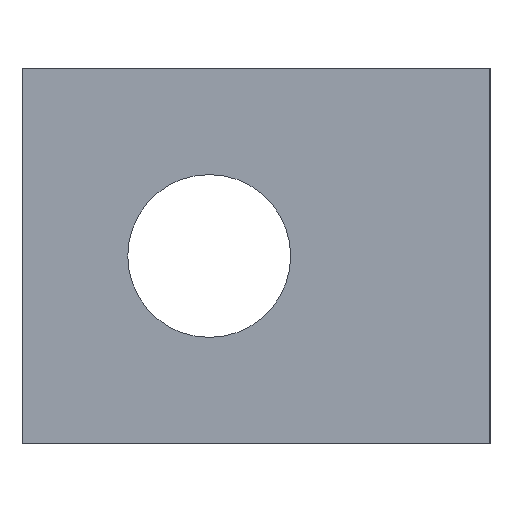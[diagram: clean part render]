
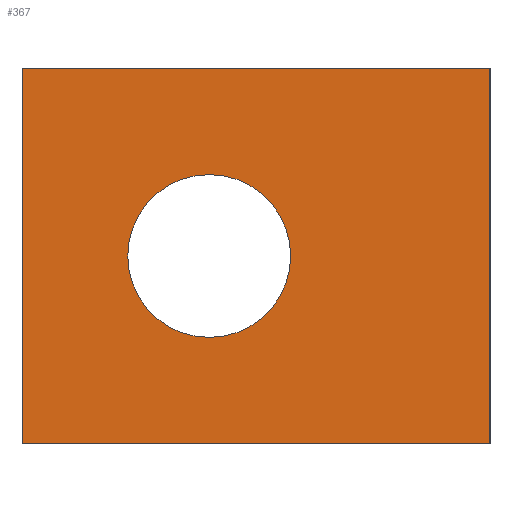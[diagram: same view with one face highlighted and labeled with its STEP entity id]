
A CAD part, left-side view. The second image highlights one B-rep face of the part: STEP entity #367.
In plain terms, the highlighted planar face has unit normal (-1, 0, 0).
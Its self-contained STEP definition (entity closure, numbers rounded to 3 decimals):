
#5 = LINE ( 'NONE', #439, #18 ) ;
#17 = VECTOR ( 'NONE', #175, 1000. ) ;
#18 = VECTOR ( 'NONE', #148, 1000. ) ;
#28 = DIRECTION ( 'NONE',  ( 0., -1., 0. ) ) ;
#29 = CARTESIAN_POINT ( 'NONE',  ( 0., 0., 0. ) ) ;
#35 = EDGE_CURVE ( 'NONE', #384, #275, #243, .T. ) ;
#39 = EDGE_CURVE ( 'NONE', #111, #362, #315, .T. ) ;
#44 = VECTOR ( 'NONE', #28, 1000. ) ;
#63 = CARTESIAN_POINT ( 'NONE',  ( 0., 25., 0. ) ) ;
#68 = EDGE_CURVE ( 'NONE', #459, #417, #96, .T. ) ;
#81 = CARTESIAN_POINT ( 'NONE',  ( 0., 15., -14.35 ) ) ;
#89 = AXIS2_PLACEMENT_3D ( 'NONE', #273, #240, #271 ) ;
#94 = CARTESIAN_POINT ( 'NONE',  ( 0., 15., -10. ) ) ;
#96 = CIRCLE ( 'NONE', #335, 4.35 ) ;
#100 = ORIENTED_EDGE ( 'NONE', *, *, #68, .T. ) ;
#109 = ORIENTED_EDGE ( 'NONE', *, *, #255, .T. ) ;
#111 = VERTEX_POINT ( 'NONE', #378 ) ;
#114 = CARTESIAN_POINT ( 'NONE',  ( 0., 0., 0. ) ) ;
#148 = DIRECTION ( 'NONE',  ( 0., -1., 0. ) ) ;
#149 = ORIENTED_EDGE ( 'NONE', *, *, #39, .T. ) ;
#175 = DIRECTION ( 'NONE',  ( 0., 0., -1. ) ) ;
#180 = ORIENTED_EDGE ( 'NONE', *, *, #35, .F. ) ;
#184 = CARTESIAN_POINT ( 'NONE',  ( 0., 25., -20. ) ) ;
#187 = DIRECTION ( 'NONE',  ( 1., 0., 0. ) ) ;
#189 = PLANE ( 'NONE',  #455 ) ;
#199 = EDGE_LOOP ( 'NONE', ( #100, #109 ) ) ;
#202 = CIRCLE ( 'NONE', #89, 4.35 ) ;
#205 = ORIENTED_EDGE ( 'NONE', *, *, #264, .F. ) ;
#227 = CARTESIAN_POINT ( 'NONE',  ( 0., 15., -5.65 ) ) ;
#240 = DIRECTION ( 'NONE',  ( 1., 0., 0. ) ) ;
#243 = LINE ( 'NONE', #29, #17 ) ;
#249 = FACE_OUTER_BOUND ( 'NONE', #448, .T. ) ;
#250 = ORIENTED_EDGE ( 'NONE', *, *, #405, .T. ) ;
#253 = FACE_BOUND ( 'NONE', #199, .T. ) ;
#255 = EDGE_CURVE ( 'NONE', #417, #459, #202, .T. ) ;
#264 = EDGE_CURVE ( 'NONE', #111, #384, #351, .T. ) ;
#271 = DIRECTION ( 'NONE',  ( 0., 0., -1. ) ) ;
#273 = CARTESIAN_POINT ( 'NONE',  ( 0., 15., -10. ) ) ;
#275 = VERTEX_POINT ( 'NONE', #460 ) ;
#311 = VECTOR ( 'NONE', #401, 1000. ) ;
#315 = LINE ( 'NONE', #426, #311 ) ;
#328 = DIRECTION ( 'NONE',  ( 0., 0., -1. ) ) ;
#335 = AXIS2_PLACEMENT_3D ( 'NONE', #94, #187, #445 ) ;
#351 = LINE ( 'NONE', #63, #44 ) ;
#362 = VERTEX_POINT ( 'NONE', #184 ) ;
#367 = ADVANCED_FACE ( 'PLANAR_2', ( #249, #253 ), #189, .F. ) ;
#378 = CARTESIAN_POINT ( 'NONE',  ( 0., 25., 0. ) ) ;
#384 = VERTEX_POINT ( 'NONE', #114 ) ;
#401 = DIRECTION ( 'NONE',  ( 0., 0., -1. ) ) ;
#405 = EDGE_CURVE ( 'NONE', #362, #275, #5, .T. ) ;
#417 = VERTEX_POINT ( 'NONE', #81 ) ;
#426 = CARTESIAN_POINT ( 'NONE',  ( 0., 25., 0. ) ) ;
#435 = CARTESIAN_POINT ( 'NONE',  ( 0., 25., 0. ) ) ;
#439 = CARTESIAN_POINT ( 'NONE',  ( 0., 25., -20. ) ) ;
#441 = DIRECTION ( 'NONE',  ( 1., 0., 0. ) ) ;
#445 = DIRECTION ( 'NONE',  ( 0., 0., -1. ) ) ;
#448 = EDGE_LOOP ( 'NONE', ( #149, #250, #180, #205 ) ) ;
#455 = AXIS2_PLACEMENT_3D ( 'NONE', #435, #441, #328 ) ;
#459 = VERTEX_POINT ( 'NONE', #227 ) ;
#460 = CARTESIAN_POINT ( 'NONE',  ( 0., 0., -20. ) ) ;
